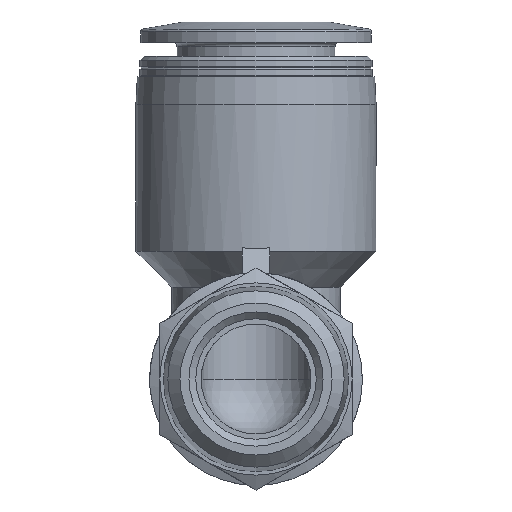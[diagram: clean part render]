
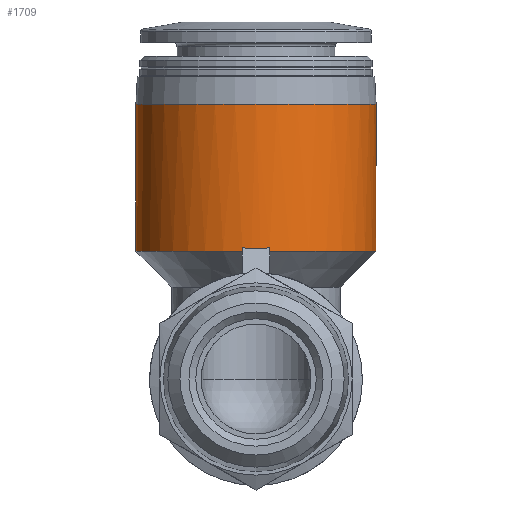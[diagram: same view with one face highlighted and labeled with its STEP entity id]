
A CAD part, front view. The second image highlights one B-rep face of the part: STEP entity #1709.
In plain terms, the highlighted cylindrical face has radius 8.75 mm (diameter 17.5 mm), a full revolution.
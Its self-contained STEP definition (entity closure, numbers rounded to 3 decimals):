
#52=LINE('',#2400,#92);
#53=LINE('',#2404,#93);
#92=VECTOR('',#1989,1000.);
#93=VECTOR('',#1992,1000.);
#232=CIRCLE('',#1810,8.75);
#233=CIRCLE('',#1812,8.75);
#325=ORIENTED_EDGE('',*,*,#644,.F.);
#326=ORIENTED_EDGE('',*,*,#645,.T.);
#327=ORIENTED_EDGE('',*,*,#646,.F.);
#328=ORIENTED_EDGE('',*,*,#647,.F.);
#329=ORIENTED_EDGE('',*,*,#648,.T.);
#644=EDGE_CURVE('',#801,#802,#232,.T.);
#645=EDGE_CURVE('',#801,#803,#52,.F.);
#646=EDGE_CURVE('',#804,#803,#886,.T.);
#647=EDGE_CURVE('',#802,#804,#53,.F.);
#648=EDGE_CURVE('',#805,#805,#233,.T.);
#801=VERTEX_POINT('',#2398);
#802=VERTEX_POINT('',#2399);
#803=VERTEX_POINT('',#2401);
#804=VERTEX_POINT('',#2403);
#805=VERTEX_POINT('',#2406);
#886=ELLIPSE('',#1811,12.374,8.75);
#900=EDGE_LOOP('',(#325,#326,#327,#328));
#901=EDGE_LOOP('',(#329));
#1012=FACE_BOUND('',#900,.T.);
#1013=FACE_BOUND('',#901,.T.);
#1114=CYLINDRICAL_SURFACE('',#1809,8.75);
#1709=ADVANCED_FACE('',(#1012,#1013),#1114,.T.);
#1809=AXIS2_PLACEMENT_3D('',#2396,#1985,#1986);
#1810=AXIS2_PLACEMENT_3D('',#2397,#1987,#1988);
#1811=AXIS2_PLACEMENT_3D('',#2402,#1990,#1991);
#1812=AXIS2_PLACEMENT_3D('',#2405,#1993,#1994);
#1985=DIRECTION('',(0.,0.,-1.));
#1986=DIRECTION('',(-1.,0.,0.));
#1987=DIRECTION('',(0.,0.,-1.));
#1988=DIRECTION('',(-1.,0.,0.));
#1989=DIRECTION('',(0.,0.,-1.));
#1990=DIRECTION('',(0.,0.707,-0.707));
#1991=DIRECTION('',(0.,-0.707,-0.707));
#1992=DIRECTION('',(0.,0.,-1.));
#1993=DIRECTION('',(0.,0.,-1.));
#1994=DIRECTION('',(-1.,0.,0.));
#2396=CARTESIAN_POINT('',(0.,17.5,0.));
#2397=CARTESIAN_POINT('',(0.,17.5,9.3));
#2398=CARTESIAN_POINT('',(-1.,8.807,9.3));
#2399=CARTESIAN_POINT('',(1.,8.807,9.3));
#2400=CARTESIAN_POINT('',(-1.,8.807,0.));
#2401=CARTESIAN_POINT('',(-1.,8.807,9.557));
#2402=CARTESIAN_POINT('',(0.,17.5,18.25));
#2403=CARTESIAN_POINT('',(1.,8.807,9.557));
#2404=CARTESIAN_POINT('',(1.,8.807,0.));
#2405=CARTESIAN_POINT('',(0.,17.5,20.));
#2406=CARTESIAN_POINT('',(-8.75,17.5,20.));
